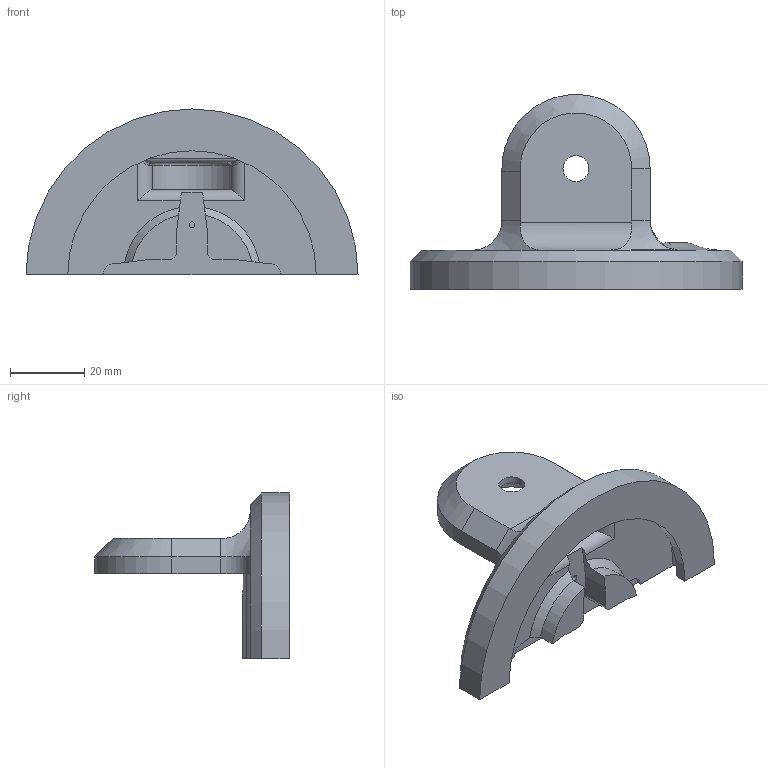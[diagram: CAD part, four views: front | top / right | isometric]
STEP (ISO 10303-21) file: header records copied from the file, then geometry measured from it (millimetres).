
FILE_DESCRIPTION(/* description */ (''),/* implementation_level */ '2;1');
FILE_NAME(/* name */ 'B1.step',/* time_stamp */ '2026-01-31T19:14:12+01:00',/* author */ (''),/* organization */ (''),/* preprocessor_version */ 'ST-DEVELOPER v20.1',/* originating_system */ 'Autodesk Translation Framework v14.21.0.0',/* authorisation */ '');
FILE_SCHEMA (('AUTOMOTIVE_DESIGN { 1 0 10303 214 3 1 1 }'));
Length unit declared in the file: millimetre
Products named in the file (1): B1
Bounding box: 89.5 x 52.46 x 44.75 mm (x, y, z)
Volume: 25636.6 mm3; surface area: 14068.7 mm2
Topology: 1 solids, 1 shells, 84 faces, 226 edges, 143 vertices
Faces by surface type: cylinder 33, plane 30, torus 10, cone 7, bspline 4
Full cylindrical faces by diameter (mm): 1.6 x1, 2.9 x2, 7 x1
Entity records: 2907 total; most frequent: CARTESIAN_POINT 771, ORIENTED_EDGE 448, DIRECTION 444, EDGE_CURVE 224, AXIS2_PLACEMENT_3D 168, VERTEX_POINT 143, LINE 108, VECTOR 108
